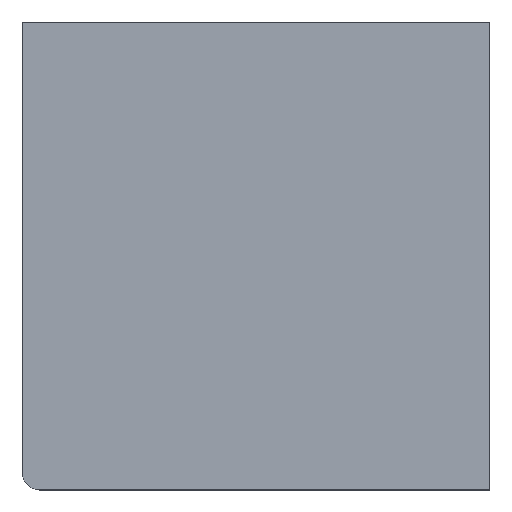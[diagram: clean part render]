
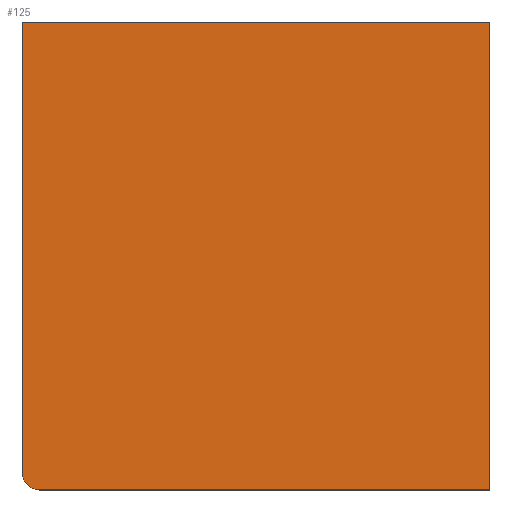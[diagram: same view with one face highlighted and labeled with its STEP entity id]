
A CAD part, top view. The second image highlights one B-rep face of the part: STEP entity #125.
In plain terms, the highlighted planar face has unit normal (0, 0, 1).
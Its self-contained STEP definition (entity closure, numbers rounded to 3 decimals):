
#20=PLANE('',#148);
#27=FACE_OUTER_BOUND('',#34,.T.);
#34=EDGE_LOOP('',(#113,#114,#115,#116,#117));
#41=LINE('',#202,#54);
#43=LINE('',#206,#56);
#45=LINE('',#210,#58);
#47=LINE('',#213,#60);
#54=VECTOR('',#167,10.);
#56=VECTOR('',#171,10.);
#58=VECTOR('',#175,10.);
#60=VECTOR('',#179,10.);
#61=CIRCLE('',#141,3.);
#63=VERTEX_POINT('',#184);
#64=VERTEX_POINT('',#185);
#70=VERTEX_POINT('',#201);
#71=VERTEX_POINT('',#205);
#72=VERTEX_POINT('',#209);
#73=EDGE_CURVE('',#63,#64,#61,.T.);
#81=EDGE_CURVE('',#70,#64,#41,.T.);
#83=EDGE_CURVE('',#71,#70,#43,.T.);
#85=EDGE_CURVE('',#72,#71,#45,.T.);
#87=EDGE_CURVE('',#63,#72,#47,.T.);
#113=ORIENTED_EDGE('',*,*,#73,.F.);
#114=ORIENTED_EDGE('',*,*,#87,.T.);
#115=ORIENTED_EDGE('',*,*,#85,.T.);
#116=ORIENTED_EDGE('',*,*,#83,.T.);
#117=ORIENTED_EDGE('',*,*,#81,.T.);
#125=ADVANCED_FACE('',(#27),#20,.T.);
#141=AXIS2_PLACEMENT_3D('',#186,#153,#154);
#148=AXIS2_PLACEMENT_3D('',#214,#180,#181);
#153=DIRECTION('center_axis',(0.,0.,-1.));
#154=DIRECTION('ref_axis',(-0.707,-0.707,0.));
#167=DIRECTION('',(0.,-1.,0.));
#171=DIRECTION('',(-1.,0.,0.));
#175=DIRECTION('',(0.,1.,0.));
#179=DIRECTION('',(1.,0.,0.));
#180=DIRECTION('center_axis',(0.,0.,1.));
#181=DIRECTION('ref_axis',(1.,0.,0.));
#184=CARTESIAN_POINT('',(-37.,-40.,12.));
#185=CARTESIAN_POINT('',(-40.,-37.,12.));
#186=CARTESIAN_POINT('Origin',(-37.,-37.,12.));
#201=CARTESIAN_POINT('',(-40.,40.,12.));
#202=CARTESIAN_POINT('',(-40.,40.,12.));
#205=CARTESIAN_POINT('',(40.,40.,12.));
#206=CARTESIAN_POINT('',(40.,40.,12.));
#209=CARTESIAN_POINT('',(40.,-40.,12.));
#210=CARTESIAN_POINT('',(40.,-40.,12.));
#213=CARTESIAN_POINT('',(-40.,-40.,12.));
#214=CARTESIAN_POINT('Origin',(0.,0.,
12.));
